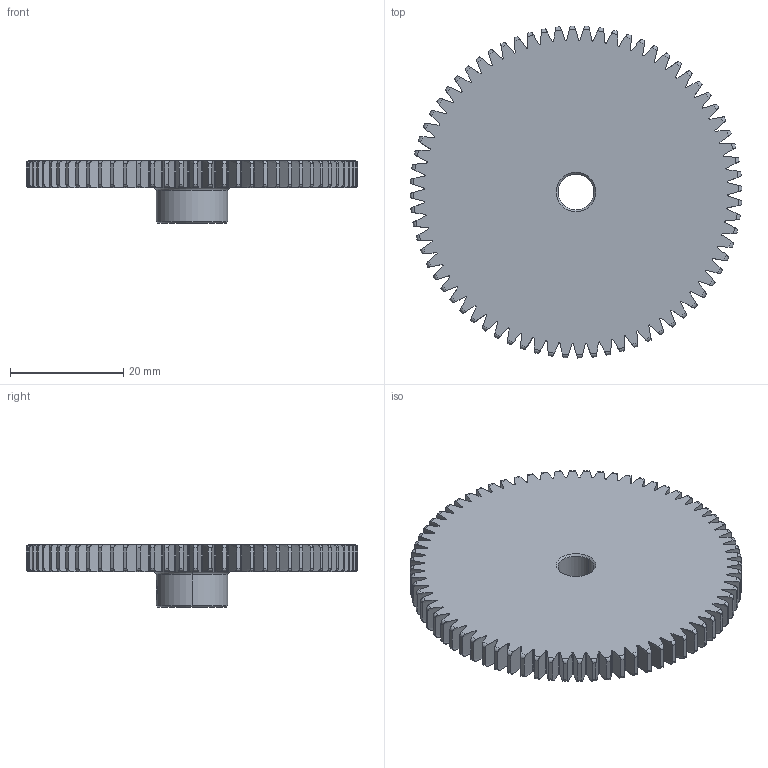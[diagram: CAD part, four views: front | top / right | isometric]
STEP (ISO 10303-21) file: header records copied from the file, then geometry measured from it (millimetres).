
FILE_DESCRIPTION (( 'STEP AP203' ), '1' );
FILE_NAME ('6832K58.step', '2015-09-23T14:19:42', ( '' ), ( '' ), 'SwSTEP 2.0', 'SolidWorks 2010', '' );
FILE_SCHEMA (( 'CONFIG_CONTROL_DESIGN' ));
Length unit declared in the file: inch
Products named in the file (1): 6832K58
Bounding box: 58.73 x 58.73 x 11.1 mm (x, y, z)
Volume: 12506.8 mm3; surface area: 7622.5 mm2
Topology: 2 solids, 2 shells, 650 faces, 1909 edges, 1263 vertices
Faces by surface type: cylinder 317, bspline 150, torus 146, cone 20, plane 17
Entity records: 25068 total; most frequent: CARTESIAN_POINT 8787, ORIENTED_EDGE 3814, DIRECTION 3005, EDGE_CURVE 1907, VERTEX_POINT 1263, AXIS2_PLACEMENT_3D 1260, CIRCLE 759, EDGE_LOOP 656
